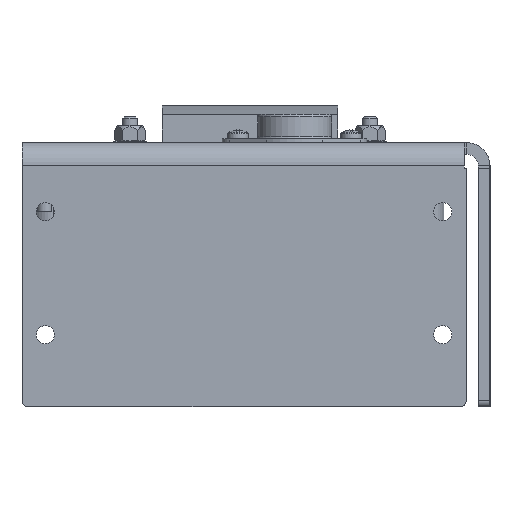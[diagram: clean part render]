
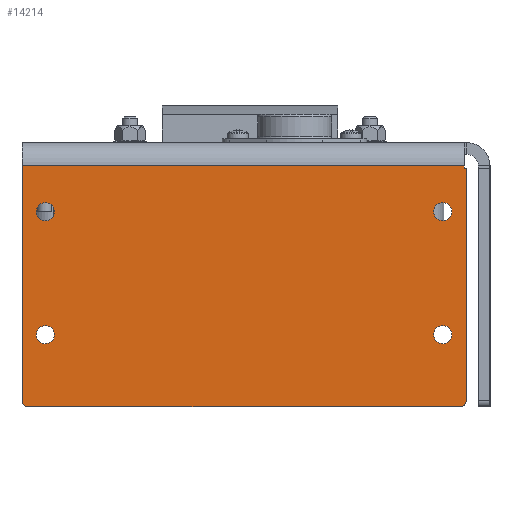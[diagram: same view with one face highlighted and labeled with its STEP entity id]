
A CAD part, left-side view. The second image highlights one B-rep face of the part: STEP entity #14214.
In plain terms, the highlighted planar face has unit normal (-1, 0, 0).
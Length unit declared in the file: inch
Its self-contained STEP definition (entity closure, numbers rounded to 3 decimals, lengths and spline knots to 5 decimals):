
#184 = CARTESIAN_POINT ( 'NONE',  ( -4.6875, 2.4375, 2.75 ) ) ;
#552 = FACE_BOUND ( 'NONE', #31236, .T. ) ;
#796 = CARTESIAN_POINT ( 'NONE',  ( -4.6875, -1.94591, 2.031 ) ) ;
#1483 = AXIS2_PLACEMENT_3D ( 'NONE', #31548, #16604, #10704 ) ;
#2331 = DIRECTION ( 'NONE',  ( -1., 0., 0. ) ) ;
#2540 = DIRECTION ( 'NONE',  ( 0., 0., -1. ) ) ;
#3351 = CIRCLE ( 'NONE', #1483, 0.09449 ) ;
#3380 = DIRECTION ( 'NONE',  ( 0., 0., -1. ) ) ;
#3734 = DIRECTION ( 'NONE',  ( 0., 0., -1. ) ) ;
#3909 = ORIENTED_EDGE ( 'NONE', *, *, #34012, .T. ) ;
#4398 = EDGE_CURVE ( 'NONE', #5880, #5880, #3351, .T. ) ;
#4872 = ORIENTED_EDGE ( 'NONE', *, *, #38601, .T. ) ;
#5054 = ORIENTED_EDGE ( 'NONE', *, *, #15407, .T. ) ;
#5549 = AXIS2_PLACEMENT_3D ( 'NONE', #18408, #8785, #27454 ) ;
#5706 = CARTESIAN_POINT ( 'NONE',  ( -4.6875, -2.18906, 0.06 ) ) ;
#5717 = LINE ( 'NONE', #24370, #10997 ) ;
#5880 = VERTEX_POINT ( 'NONE', #17260 ) ;
#6341 = EDGE_CURVE ( 'NONE', #24623, #36966, #8993, .T. ) ;
#6379 = CARTESIAN_POINT ( 'NONE',  ( -4.6875, 2.4375, 0.06 ) ) ;
#6525 = CIRCLE ( 'NONE', #27878, 0.09449 ) ;
#7188 = ORIENTED_EDGE ( 'NONE', *, *, #38464, .T. ) ;
#8785 = DIRECTION ( 'NONE',  ( 1., 0., 0. ) ) ;
#8993 = LINE ( 'NONE', #184, #27551 ) ;
#9160 = FACE_OUTER_BOUND ( 'NONE', #14209, .T. ) ;
#9621 = CARTESIAN_POINT ( 'NONE',  ( -4.6875, -2.16683, 2.47933 ) ) ;
#9710 = EDGE_CURVE ( 'NONE', #21974, #24623, #25021, .T. ) ;
#9718 = DIRECTION ( 'NONE',  ( 0., 0., -1. ) ) ;
#10255 = CARTESIAN_POINT ( 'NONE',  ( -4.6875, -2.4375, 2.50984 ) ) ;
#10704 = DIRECTION ( 'NONE',  ( 0., 0., -1. ) ) ;
#10997 = VECTOR ( 'NONE', #36312, 39.37008 ) ;
#12128 = FACE_BOUND ( 'NONE', #38706, .T. ) ;
#13136 = DIRECTION ( 'NONE',  ( 1., 0., 0. ) ) ;
#13925 = VECTOR ( 'NONE', #38016, 39.37008 ) ;
#14209 = EDGE_LOOP ( 'NONE', ( #26643, #5054, #38187, #29881, #36848, #17847, #23545, #4872 ) ) ;
#14214 = ADVANCED_FACE ( 'NONE', ( #17637, #30000, #552, #12128, #9160 ), #20985, .F. ) ;
#14305 = VERTEX_POINT ( 'NONE', #34253 ) ;
#14403 = CIRCLE ( 'NONE', #24463, 0.06 ) ;
#14591 = CARTESIAN_POINT ( 'NONE',  ( -4.6875, 2.4375, 2.50984 ) ) ;
#14738 = LINE ( 'NONE', #32034, #30774 ) ;
#14803 = VERTEX_POINT ( 'NONE', #38153 ) ;
#15249 = ORIENTED_EDGE ( 'NONE', *, *, #4398, .T. ) ;
#15407 = EDGE_CURVE ( 'NONE', #34464, #19211, #14403, .T. ) ;
#16143 = VERTEX_POINT ( 'NONE', #9621 ) ;
#16411 = VERTEX_POINT ( 'NONE', #28413 ) ;
#16604 = DIRECTION ( 'NONE',  ( 1., 0., 0. ) ) ;
#16618 = EDGE_LOOP ( 'NONE', ( #28206 ) ) ;
#17036 = CIRCLE ( 'NONE', #35873, 0.09449 ) ;
#17260 = CARTESIAN_POINT ( 'NONE',  ( -4.6875, 2.19434, 1.93651 ) ) ;
#17637 = FACE_BOUND ( 'NONE', #16618, .T. ) ;
#17647 = DIRECTION ( 'NONE',  ( 0., 0., -1. ) ) ;
#17847 = ORIENTED_EDGE ( 'NONE', *, *, #9710, .T. ) ;
#18408 = CARTESIAN_POINT ( 'NONE',  ( -4.6875, -2.4375, 2.75 ) ) ;
#18434 = EDGE_CURVE ( 'NONE', #19211, #33850, #28851, .T. ) ;
#19211 = VERTEX_POINT ( 'NONE', #5706 ) ;
#19414 = EDGE_CURVE ( 'NONE', #16143, #21974, #38021, .T. ) ;
#19625 = CARTESIAN_POINT ( 'NONE',  ( -4.6875, -2.16683, 2.75 ) ) ;
#20200 = DIRECTION ( 'NONE',  ( 0., 0., 1. ) ) ;
#20346 = EDGE_CURVE ( 'NONE', #14305, #34464, #5717, .T. ) ;
#20985 = PLANE ( 'NONE',  #5549 ) ;
#21870 = DIRECTION ( 'NONE',  ( 0., 1., 0. ) ) ;
#21974 = VERTEX_POINT ( 'NONE', #34385 ) ;
#22314 = DIRECTION ( 'NONE',  ( 0., 0., -1. ) ) ;
#22846 = CARTESIAN_POINT ( 'NONE',  ( -4.6875, -2.12906, 0. ) ) ;
#23535 = VECTOR ( 'NONE', #20200, 39.37008 ) ;
#23545 = ORIENTED_EDGE ( 'NONE', *, *, #6341, .T. ) ;
#24370 = CARTESIAN_POINT ( 'NONE',  ( -4.6875, -2.4375, 0. ) ) ;
#24463 = AXIS2_PLACEMENT_3D ( 'NONE', #25931, #2331, #2540 ) ;
#24623 = VERTEX_POINT ( 'NONE', #14591 ) ;
#24880 = CARTESIAN_POINT ( 'NONE',  ( -4.6875, 2.19434, 0.75 ) ) ;
#25021 = LINE ( 'NONE', #10255, #30206 ) ;
#25650 = CARTESIAN_POINT ( 'NONE',  ( -4.6875, -1.94591, 0.75 ) ) ;
#25931 = CARTESIAN_POINT ( 'NONE',  ( -4.6875, -2.12906, 0.06 ) ) ;
#25947 = EDGE_CURVE ( 'NONE', #16143, #33850, #14738, .T. ) ;
#26569 = CARTESIAN_POINT ( 'NONE',  ( -4.6875, 2.3775, 0.06 ) ) ;
#26618 = CARTESIAN_POINT ( 'NONE',  ( -4.6875, -1.94591, 1.93651 ) ) ;
#26643 = ORIENTED_EDGE ( 'NONE', *, *, #20346, .T. ) ;
#26691 = EDGE_LOOP ( 'NONE', ( #3909 ) ) ;
#26732 = DIRECTION ( 'NONE',  ( 0., -1., 0. ) ) ;
#27050 = DIRECTION ( 'NONE',  ( 1., 0., 0. ) ) ;
#27238 = AXIS2_PLACEMENT_3D ( 'NONE', #26569, #30278, #3380 ) ;
#27454 = DIRECTION ( 'NONE',  ( 0., 0., -1. ) ) ;
#27551 = VECTOR ( 'NONE', #17647, 39.37008 ) ;
#27878 = AXIS2_PLACEMENT_3D ( 'NONE', #24880, #27050, #9718 ) ;
#28206 = ORIENTED_EDGE ( 'NONE', *, *, #36096, .T. ) ;
#28413 = CARTESIAN_POINT ( 'NONE',  ( -4.6875, -1.94591, 0.65551 ) ) ;
#28851 = LINE ( 'NONE', #31591, #13925 ) ;
#29029 = CARTESIAN_POINT ( 'NONE',  ( -4.6875, -2.18906, 2.47933 ) ) ;
#29881 = ORIENTED_EDGE ( 'NONE', *, *, #25947, .F. ) ;
#30000 = FACE_BOUND ( 'NONE', #26691, .T. ) ;
#30206 = VECTOR ( 'NONE', #21870, 39.37008 ) ;
#30278 = DIRECTION ( 'NONE',  ( -1., 0., 0. ) ) ;
#30774 = VECTOR ( 'NONE', #26732, 39.37008 ) ;
#31236 = EDGE_LOOP ( 'NONE', ( #7188 ) ) ;
#31548 = CARTESIAN_POINT ( 'NONE',  ( -4.6875, 2.19434, 2.031 ) ) ;
#31591 = CARTESIAN_POINT ( 'NONE',  ( -4.6875, -2.18906, 2.75 ) ) ;
#32034 = CARTESIAN_POINT ( 'NONE',  ( -4.6875, -2.4375, 2.47933 ) ) ;
#32295 = VERTEX_POINT ( 'NONE', #26618 ) ;
#33499 = CIRCLE ( 'NONE', #27238, 0.06 ) ;
#33850 = VERTEX_POINT ( 'NONE', #29029 ) ;
#34012 = EDGE_CURVE ( 'NONE', #16411, #16411, #17036, .T. ) ;
#34253 = CARTESIAN_POINT ( 'NONE',  ( -4.6875, 2.3775, 0. ) ) ;
#34385 = CARTESIAN_POINT ( 'NONE',  ( -4.6875, -2.16683, 2.50984 ) ) ;
#34464 = VERTEX_POINT ( 'NONE', #22846 ) ;
#34651 = CIRCLE ( 'NONE', #35872, 0.09449 ) ;
#35872 = AXIS2_PLACEMENT_3D ( 'NONE', #796, #13136, #3734 ) ;
#35873 = AXIS2_PLACEMENT_3D ( 'NONE', #25650, #37214, #22314 ) ;
#36096 = EDGE_CURVE ( 'NONE', #32295, #32295, #34651, .T. ) ;
#36312 = DIRECTION ( 'NONE',  ( 0., -1., 0. ) ) ;
#36848 = ORIENTED_EDGE ( 'NONE', *, *, #19414, .T. ) ;
#36966 = VERTEX_POINT ( 'NONE', #6379 ) ;
#37214 = DIRECTION ( 'NONE',  ( 1., 0., 0. ) ) ;
#38016 = DIRECTION ( 'NONE',  ( 0., 0., 1. ) ) ;
#38021 = LINE ( 'NONE', #19625, #23535 ) ;
#38153 = CARTESIAN_POINT ( 'NONE',  ( -4.6875, 2.19434, 0.65551 ) ) ;
#38187 = ORIENTED_EDGE ( 'NONE', *, *, #18434, .T. ) ;
#38464 = EDGE_CURVE ( 'NONE', #14803, #14803, #6525, .T. ) ;
#38601 = EDGE_CURVE ( 'NONE', #36966, #14305, #33499, .T. ) ;
#38706 = EDGE_LOOP ( 'NONE', ( #15249 ) ) ;
